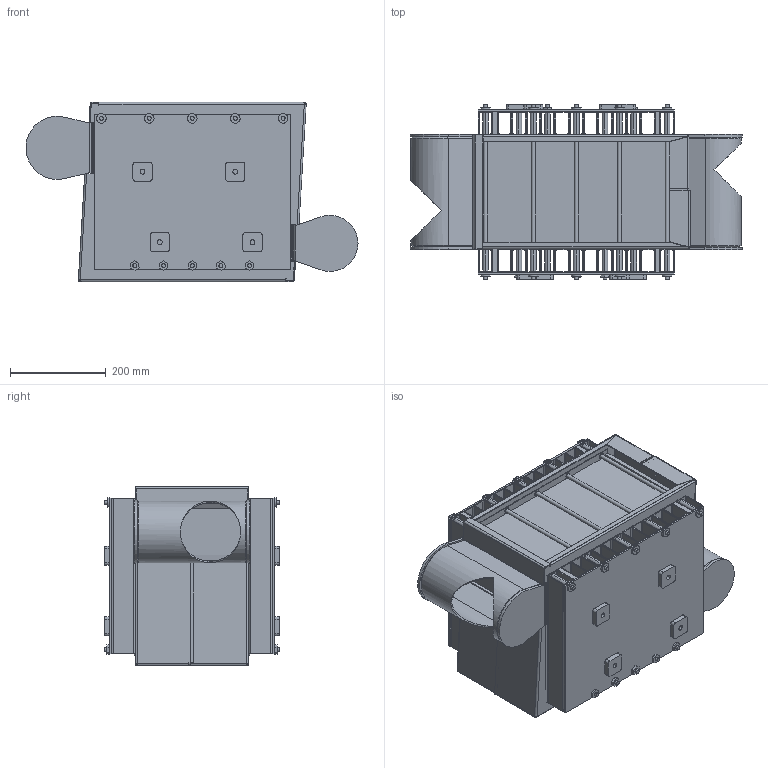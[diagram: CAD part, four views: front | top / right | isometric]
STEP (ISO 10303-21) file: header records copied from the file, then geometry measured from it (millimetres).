
FILE_DESCRIPTION(/* description */ (''),/* implementation_level */ '2;1');
FILE_NAME(/* name */ '100 cell 100642330001_00A.stp',/* time_stamp */ '2018-07-10T14:23:26+02:00',/* author */ (''),/* organization */ (''),/* preprocessor_version */ 'ST-DEVELOPER v15',/* originating_system */ 'SIEMENS PLM Software NX 9.0',/* authorisation */ '');
FILE_SCHEMA (('AP203_CONFIGURATION_CONTROLLED_3D_DESIGN_OF_MECHANICAL_PARTS_AND_ASSEMBLIES_MIM_LF { 1 0 10303 403 2 1 2}'));
Length unit declared in the file: millimetre
Products named in the file (1): lakk1FA8B5278j2k
Bounding box: 694.41 x 366 x 375 mm (x, y, z)
Volume: 35226678.9 mm3; surface area: 5965145.1 mm2
Topology: 103 solids, 103 shells, 1452 faces, 3660 edges, 2426 vertices
Faces by surface type: plane 722, cylinder 586, cone 132, bspline 12
Full cylindrical faces by diameter (mm): 8 x10, 8.5 x10, 12.1 x20, 12.5 x60
Entity records: 44137 total; most frequent: CARTESIAN_POINT 8899, DIRECTION 7476, ORIENTED_EDGE 6772, EDGE_CURVE 3386, AXIS2_PLACEMENT_3D 2705, VERTEX_POINT 2280, LINE 2066, VECTOR 2066
